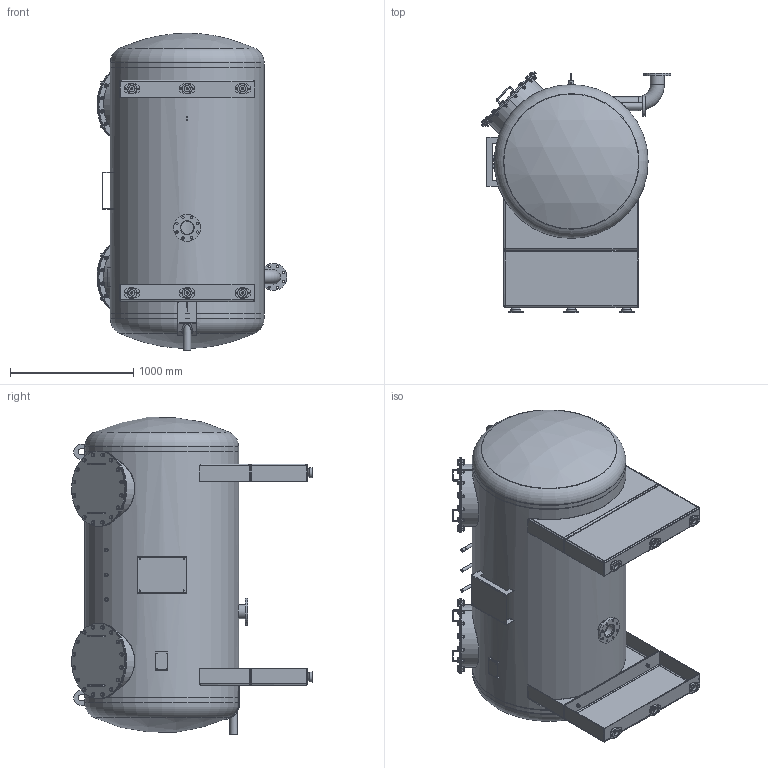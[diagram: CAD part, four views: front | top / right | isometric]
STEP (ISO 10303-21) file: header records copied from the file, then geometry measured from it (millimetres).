
FILE_DESCRIPTION (( 'STEP AP214' ), '1' );
FILE_NAME ('CUVE .STEP', '2024-01-30T09:03:22', ( '' ), ( '' ), 'SwSTEP 2.0', 'SolidWorks 2023', '' );
FILE_SCHEMA (( 'AUTOMOTIVE_DESIGN' ));
Length unit declared in the file: millimetre
Products named in the file (40): Rep 6a - CUVE EFFLUENTS 3 M³ 316L ; COURBE T10 3D90  114,3X3,6_Inox 304; Rondelle M16_RONDELLE INOX PLATE M16; Rep 8 - CUVE EFFLUENTS 3 M³ 316L; Rep 10 - CUVE EFFLUENTS 3 M³ 316L; Rep 9 - CUVE EFFLUENTS 3 M³ 316L; FOND GRC_Fond GRC 1250X6-316L; Rep 4 - T.H. 500-12 vir 6 H149 INOX316; Vis H M16_Vis H - M16 x 40  INOX ; Rep 11 - CUVE EFFLUENTS 3 M³ 316L; Vis H M16_Vis H - M16 x 50  INOX ; Gabarit découpe - CUVE EFFLUENTS 3 M³ 316L; Rep 2a - CUVE EFFLUENTS 3 M³ 316L; Rep 1 - T.H. 500-12 vir 6 H149 INOX316; Rondelle M10_Rondelle M10 inox; Rep 2b - CUVE EFFLUENTS 3 M³ 316L; Rep 3 - T.H. 500-12 vir 6 H149 INOX316; Ecrou M16_Ecrou M16 INOX; PLAT MAINTIEN COUV. INOX; PATTE LEVAGE EP 6 INOX; Vis H M10_Vis H - M10 x 25 INOX DIN 933; Rep 6 - CUVE EFFLUENTS 3 M³ 316L; Joint caoutchouc TH 500 Lourd; Rep 5 - CUVE EFFLUENTS 3 M³ 316L; Rep 4 - CUVE EFFLUENTS 3 M³ 316L; COURBE T10 3D90  60,3X2,9_S235JR; PLOT ELASTIQUE N 260; Rep 7 - CUVE EFFLUENTS 3 M³ 316L; Rep 1 - CUVE EFFLUENTS 3 M³ 316L; Rep 3 - CUVE EFFLUENTS 3 M³ 316L; T.H. 500-12 vir 6 H149 INOX316; Bride plate PN10 DN100_BRIDE PLA PN10 DN 100 - INOX; Bride plate PN10 DN50_BRIDE PLA PN10 DN  50 - INOX; CUVE ; Support plaque constructeur inox; manchon_Manchon 1-2" INOX 316L; Rep 2 - T.H. 500-12 vir 6 H149 INOX316; Rep 6b - CUVE EFFLUENTS 3 M³ 316L; manchon_Manchon 1" I316
Assembly tree (127 placements, depth 3):
  CUVE 
    Rep 1 - CUVE EFFLUENTS 3 M³ 316L
    FOND GRC_Fond GRC 1250X6-316L
    FOND GRC_Fond GRC 1250X6-316L
    T.H. 500-12 vir 6 H149 INOX316  x2
      Rep 1 - T.H. 500-12 vir 6 H149 INOX316
      Rep 2 - T.H. 500-12 vir 6 H149 INOX316
      Rep 3 - T.H. 500-12 vir 6 H149 INOX316
      Rep 4 - T.H. 500-12 vir 6 H149 INOX316
      Joint caoutchouc TH 500 Lourd
      Rondelle M16_RONDELLE INOX PLATE M16
      Vis H M16_Vis H - M16 x 50  INOX 
      Ecrou M16_Ecrou M16 INOX
      PLAT MAINTIEN COUV. INOX
    PATTE LEVAGE EP 6 INOX  x2
    Support plaque constructeur inox
    Rep 2a - CUVE EFFLUENTS 3 M³ 316L  x2
    Rep 2b - CUVE EFFLUENTS 3 M³ 316L  x2
    PLOT ELASTIQUE N 260  x6
    Rep 3 - CUVE EFFLUENTS 3 M³ 316L
    Rondelle M10_Rondelle M10 inox  x6
    Vis H M10_Vis H - M10 x 25 INOX DIN 933  x6
    Vis H M16_Vis H - M16 x 40  INOX   x4
    Rondelle M16_RONDELLE INOX PLATE M16  x4
    Ecrou M16_Ecrou M16 INOX  x4
    Rep 4 - CUVE EFFLUENTS 3 M³ 316L  x3
    Bride plate PN10 DN50_BRIDE PLA PN10 DN  50 - INOX  x3
    COURBE T10 3D90  60,3X2,9_S235JR  x3
    Rep 5 - CUVE EFFLUENTS 3 M³ 316L
    manchon_Manchon 1-2" INOX 316L
    Rep 6 - CUVE EFFLUENTS 3 M³ 316L
    Bride plate PN10 DN100_BRIDE PLA PN10 DN 100 - INOX  x2
    COURBE T10 3D90  114,3X3,6_Inox 304
    Rep 6a - CUVE EFFLUENTS 3 M³ 316L 
    Rep 6b - CUVE EFFLUENTS 3 M³ 316L
    manchon_Manchon 1" I316  x3
    Rep 10 - CUVE EFFLUENTS 3 M³ 316L
    Rep 7 - CUVE EFFLUENTS 3 M³ 316L  x2
    Rep 8 - CUVE EFFLUENTS 3 M³ 316L
    Rep 9 - CUVE EFFLUENTS 3 M³ 316L
    Gabarit découpe - CUVE EFFLUENTS 3 M³ 316L
    Rep 11 - CUVE EFFLUENTS 3 M³ 316L  x2
Bounding box: 1542.38 x 1957.1 x 2580.83 mm (x, y, z)
Volume: 97778220.7 mm3; surface area: 33547077.6 mm2
Topology: 181 solids, 183 shells, 2832 faces, 6087 edges, 3703 vertices
Faces by surface type: plane 1264, cone 810, cylinder 631, bspline 65, torus 58, sphere 4
Full cylindrical faces by diameter (mm): 3.5 x4, 8 x6, 10 x10, 10.5 x6, 12 x6, 13.835 x36, 14 x4, 15.76 x1, 16 x36, 17 x44, 18 x124, 18.78 x2, 18.8 x1, 19 x1, 20 x6, 21.3 x1, 26.6 x3, 27 x1, 30 x36, 30.75 x3, 39 x3, 51 x6, 53.1 x4, 60.3 x4, 61 x3, 62.3 x1, 80 x6, 106.3 x3, 114.3 x3, 116 x2
Entity records: 34132 total; most frequent: CARTESIAN_POINT 17758, DIRECTION 3144, ORIENTED_EDGE 2670, EDGE_CURVE 1335, AXIS2_PLACEMENT_3D 1259, EDGE_LOOP 1070, VERTEX_POINT 919, FACE_OUTER_BOUND 807
